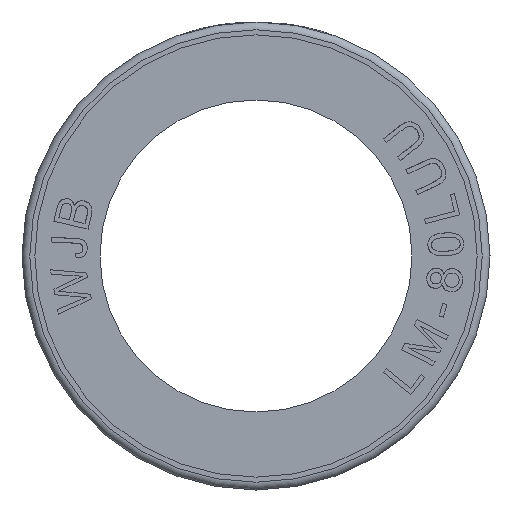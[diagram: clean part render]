
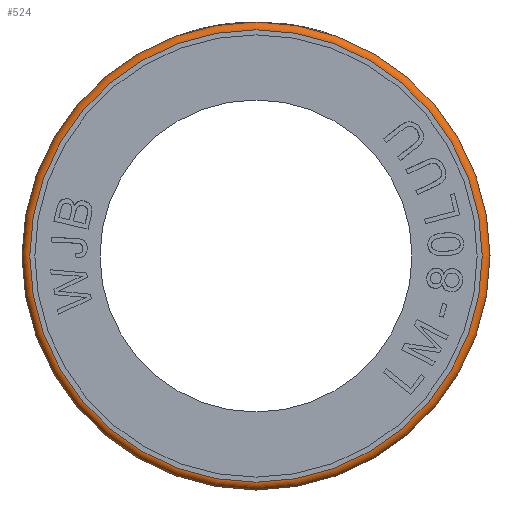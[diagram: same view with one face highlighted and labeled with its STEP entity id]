
A CAD part, left-side view. The second image highlights one B-rep face of the part: STEP entity #524.
In plain terms, the highlighted toroidal (fillet/blend) face has major radius 58 mm and minor radius 2 mm.
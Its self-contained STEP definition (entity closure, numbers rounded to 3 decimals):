
#472=TOROIDAL_SURFACE('',#5503,58.,2.);
#524=ADVANCED_FACE('',(#1963,#1964),#472,.T.);
#1012=CIRCLE('',#5476,58.);
#1018=CIRCLE('',#5487,60.);
#1963=FACE_BOUND('',#2056,.T.);
#1964=FACE_BOUND('',#2057,.T.);
#2056=EDGE_LOOP('',(#2601));
#2057=EDGE_LOOP('',(#2602));
#2601=ORIENTED_EDGE('',*,*,#4537,.F.);
#2602=ORIENTED_EDGE('',*,*,#4531,.F.);
#4035=VERTEX_POINT('',#7966);
#4041=VERTEX_POINT('',#7983);
#4531=EDGE_CURVE('',#4035,#4035,#1012,.T.);
#4537=EDGE_CURVE('',#4041,#4041,#1018,.T.);
#5476=AXIS2_PLACEMENT_3D('',#7965,#5891,#5892);
#5487=AXIS2_PLACEMENT_3D('',#7982,#5913,#5914);
#5503=AXIS2_PLACEMENT_3D('',#8006,#5945,#5946);
#5891=DIRECTION('',(-1.,0.,0.));
#5892=DIRECTION('',(0.,0.,1.));
#5913=DIRECTION('',(1.,0.,0.));
#5914=DIRECTION('',(0.,0.,1.));
#5945=DIRECTION('',(-1.,0.,0.));
#5946=DIRECTION('',(0.,0.,1.));
#7965=CARTESIAN_POINT('',(0.,0.,
0.));
#7966=CARTESIAN_POINT('',(0.,0.,
58.));
#7982=CARTESIAN_POINT('',(2.,0.,0.));
#7983=CARTESIAN_POINT('',(2.,0.,60.));
#8006=CARTESIAN_POINT('',(2.,0.,0.));
